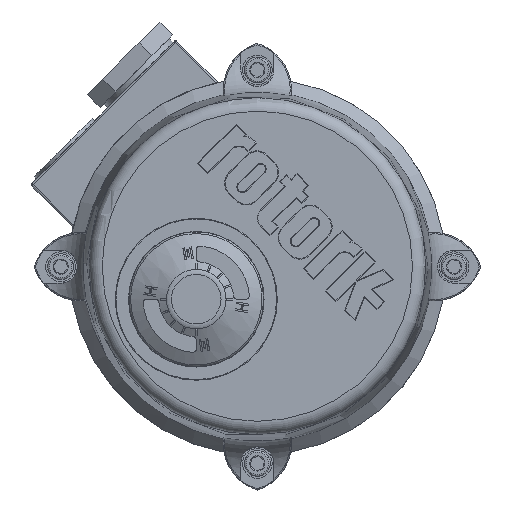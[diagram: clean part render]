
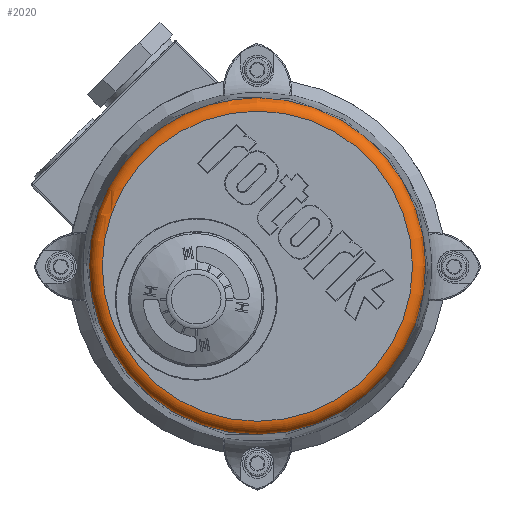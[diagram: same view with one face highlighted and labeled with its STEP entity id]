
A CAD part, top view. The second image highlights one B-rep face of the part: STEP entity #2020.
In plain terms, the highlighted toroidal (fillet/blend) face has major radius 46.917 mm and minor radius 4 mm.
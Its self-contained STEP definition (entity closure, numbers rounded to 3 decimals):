
#2020 = ADVANCED_FACE( '', ( #5137, #5138 ), #5139, .T. );
#5137 = FACE_OUTER_BOUND( '', #10447, .T. );
#5138 = FACE_OUTER_BOUND( '', #10448, .T. );
#5139 = TOROIDAL_SURFACE( '', #10449, 46.917, 4. );
#10447 = EDGE_LOOP( '', ( #16840 ) );
#10448 = EDGE_LOOP( '', ( #16841 ) );
#10449 = AXIS2_PLACEMENT_3D( '', #16842, #16843, #16844 );
#16840 = ORIENTED_EDGE( '', *, *, #21106, .T. );
#16841 = ORIENTED_EDGE( '', *, *, #21998, .F. );
#16842 = CARTESIAN_POINT( '', ( 0., 0., 87. ) );
#16843 = DIRECTION( '', ( 0., 0., -1. ) );
#16844 = DIRECTION( '', ( -1., 0., 0. ) );
#21106 = EDGE_CURVE( '', #23991, #23991, #23992, .F. );
#21998 = EDGE_CURVE( '', #25449, #25449, #25450, .F. );
#23991 = VERTEX_POINT( '', #28606 );
#23992 = CIRCLE( '', #28607, 50.915 );
#25449 = VERTEX_POINT( '', #31837 );
#25450 = CIRCLE( '', #31838, 46.917 );
#28606 = CARTESIAN_POINT( '', ( -50.915, 0., 87.105 ) );
#28607 = AXIS2_PLACEMENT_3D( '', #36155, #36156, #36157 );
#31837 = CARTESIAN_POINT( '', ( -46.917, 0., 91. ) );
#31838 = AXIS2_PLACEMENT_3D( '', #37160, #37161, #37162 );
#36155 = CARTESIAN_POINT( '', ( 0., 0., 87.105 ) );
#36156 = DIRECTION( '', ( 0., 0., -1. ) );
#36157 = DIRECTION( '', ( -1., 0., 0. ) );
#37160 = CARTESIAN_POINT( '', ( 0., 0., 91. ) );
#37161 = DIRECTION( '', ( 0., 0., -1. ) );
#37162 = DIRECTION( '', ( -1., 0., 0. ) );
